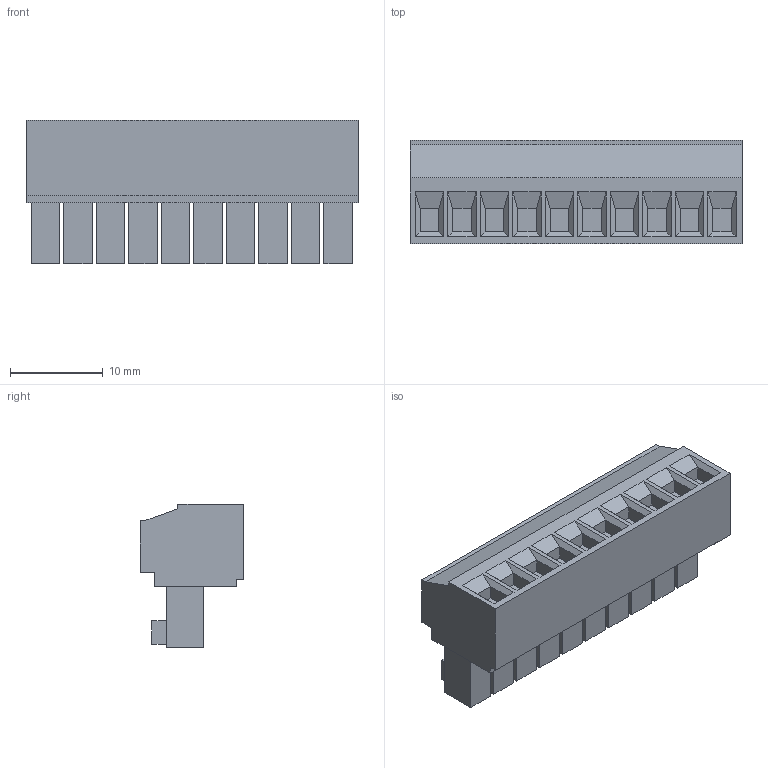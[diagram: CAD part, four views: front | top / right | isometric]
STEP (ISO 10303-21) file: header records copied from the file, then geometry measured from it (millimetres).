
FILE_DESCRIPTION((''),'2;1');
FILE_NAME('395000010','2015-01-12T',('me'),(''),'PRO/ENGINEER BY PARAMETRIC TECHNOLOGY CORPORATION, 2011490','PRO/ENGINEER BY PARAMETRIC TECHNOLOGY CORPORATION, 2011490','');
FILE_SCHEMA(('CONFIG_CONTROL_DESIGN'));
Length unit declared in the file: inch
Products named in the file (1): 395000010
Bounding box: 35.79 x 11.18 x 15.49 mm (x, y, z)
Volume: 3832.4 mm3; surface area: 3163.6 mm2
Topology: 1 solids, 1 shells, 447 faces, 1065 edges, 710 vertices
Faces by surface type: plane 337, cylinder 90, cone 20
Entity records: 12748 total; most frequent: CARTESIAN_POINT 2183, DIRECTION 2181, ORIENTED_EDGE 2090, EDGE_CURVE 1045, VECTOR 845, LINE 845, VERTEX_POINT 670, AXIS2_PLACEMENT_3D 668
